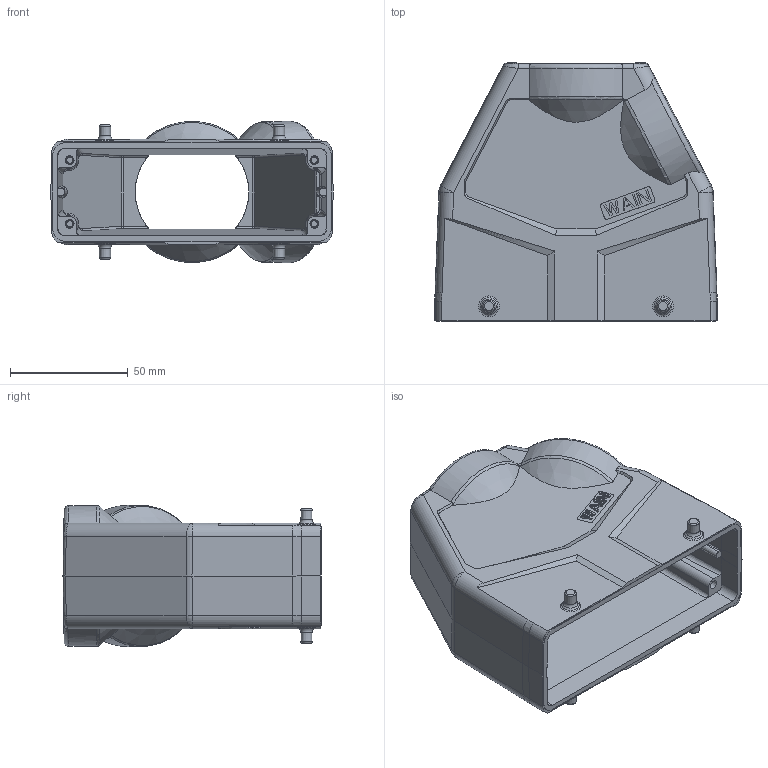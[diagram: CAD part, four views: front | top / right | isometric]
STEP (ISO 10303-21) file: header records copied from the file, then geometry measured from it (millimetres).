
FILE_DESCRIPTION(/* description */ (''),/* implementation_level */ '2;1');
FILE_NAME(/* name */ '1111111111111111111111111.stp',/* time_stamp */ '2023-11-30T17:41:13+08:00',/* author */ (''),/* organization */ (''),/* preprocessor_version */ 'ST-DEVELOPER v18.1',/* originating_system */ 'SIEMENS PLM Software NX 1980',/* authorisation */ '');
FILE_SCHEMA (('AUTOMOTIVE_DESIGN { 1 0 10303 214 3 1 1 1 }'));
Length unit declared in the file: millimetre
Products named in the file (1): 1111111111111111111111111
Bounding box: 120 x 109.7 x 60 mm (x, y, z)
Volume: 152931.6 mm3; surface area: 65616.8 mm2
Topology: 1 solids, 1 shells, 413 faces, 1051 edges, 658 vertices
Faces by surface type: plane 209, cylinder 85, cone 41, bspline 40, torus 30, sphere 8
Full cylindrical faces by diameter (mm): 48.3 x1
Entity records: 13578 total; most frequent: CARTESIAN_POINT 3971, ORIENTED_EDGE 2010, DIRECTION 1907, EDGE_CURVE 1005, VERTEX_POINT 650, AXIS2_PLACEMENT_3D 650, LINE 607, VECTOR 607
